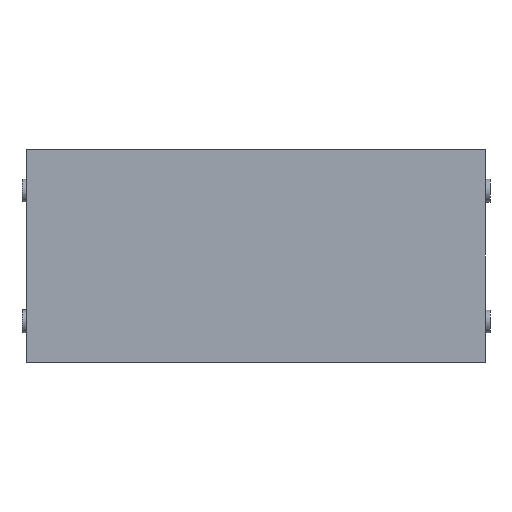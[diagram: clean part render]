
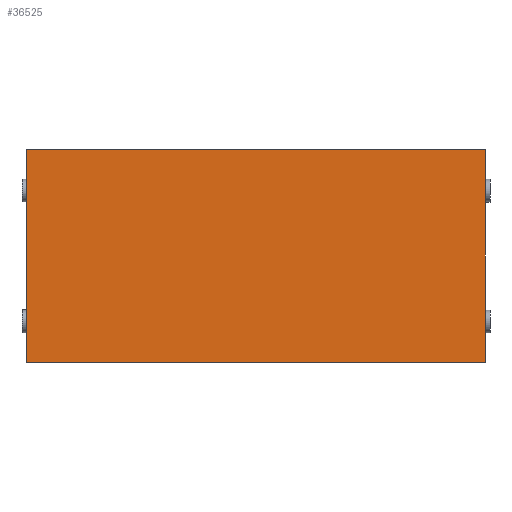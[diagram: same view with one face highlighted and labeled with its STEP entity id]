
A CAD part, front view. The second image highlights one B-rep face of the part: STEP entity #36525.
In plain terms, the highlighted planar face has unit normal (0, -1, 0).
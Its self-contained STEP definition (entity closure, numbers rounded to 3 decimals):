
#981 = CARTESIAN_POINT ( 'NONE',  ( -140., -20., -65. ) ) ;
#984 = VECTOR ( 'NONE', #18597, 1000. ) ;
#1052 = ORIENTED_EDGE ( 'NONE', *, *, #3591, .T. ) ;
#1421 = CARTESIAN_POINT ( 'NONE',  ( 140., -20., 65. ) ) ;
#2783 = VECTOR ( 'NONE', #14687, 1000. ) ;
#3013 = EDGE_LOOP ( 'NONE', ( #1052, #28314, #13027, #35410 ) ) ;
#3372 = DIRECTION ( 'NONE',  ( 0., 0., -1. ) ) ;
#3591 = EDGE_CURVE ( 'NONE', #9900, #19000, #13922, .T. ) ;
#4333 = EDGE_CURVE ( 'NONE', #15009, #9900, #32699, .T. ) ;
#4794 = EDGE_CURVE ( 'NONE', #29712, #15009, #20847, .T. ) ;
#5641 = LINE ( 'NONE', #28909, #37120 ) ;
#9014 = CARTESIAN_POINT ( 'NONE',  ( 140., -20., 65. ) ) ;
#9111 = DIRECTION ( 'NONE',  ( 0., -1., 0. ) ) ;
#9900 = VERTEX_POINT ( 'NONE', #33964 ) ;
#11973 = FACE_OUTER_BOUND ( 'NONE', #3013, .T. ) ;
#13027 = ORIENTED_EDGE ( 'NONE', *, *, #4794, .T. ) ;
#13485 = EDGE_CURVE ( 'NONE', #19000, #29712, #5641, .T. ) ;
#13922 = LINE ( 'NONE', #25192, #2783 ) ;
#14687 = DIRECTION ( 'NONE',  ( 0., 0., -1. ) ) ;
#15009 = VERTEX_POINT ( 'NONE', #1421 ) ;
#18597 = DIRECTION ( 'NONE',  ( -1., 0., 0. ) ) ;
#19000 = VERTEX_POINT ( 'NONE', #981 ) ;
#20847 = LINE ( 'NONE', #9014, #23499 ) ;
#23196 = DIRECTION ( 'NONE',  ( 1., 0., 0. ) ) ;
#23499 = VECTOR ( 'NONE', #26752, 1000. ) ;
#24508 = CARTESIAN_POINT ( 'NONE',  ( -140., -20., 65. ) ) ;
#25192 = CARTESIAN_POINT ( 'NONE',  ( -140., -20., 65. ) ) ;
#25637 = AXIS2_PLACEMENT_3D ( 'NONE', #32566, #9111, #3372 ) ;
#26752 = DIRECTION ( 'NONE',  ( 0., 0., 1. ) ) ;
#27652 = CARTESIAN_POINT ( 'NONE',  ( 140., -20., -65. ) ) ;
#28314 = ORIENTED_EDGE ( 'NONE', *, *, #13485, .T. ) ;
#28909 = CARTESIAN_POINT ( 'NONE',  ( -140., -20., -65. ) ) ;
#29712 = VERTEX_POINT ( 'NONE', #27652 ) ;
#32174 = PLANE ( 'NONE',  #25637 ) ;
#32566 = CARTESIAN_POINT ( 'NONE',  ( 0., -20., 0. ) ) ;
#32699 = LINE ( 'NONE', #24508, #984 ) ;
#33964 = CARTESIAN_POINT ( 'NONE',  ( -140., -20., 65. ) ) ;
#35410 = ORIENTED_EDGE ( 'NONE', *, *, #4333, .T. ) ;
#36525 = ADVANCED_FACE ( 'NONE', ( #11973 ), #32174, .T. ) ;
#37120 = VECTOR ( 'NONE', #23196, 1000. ) ;
